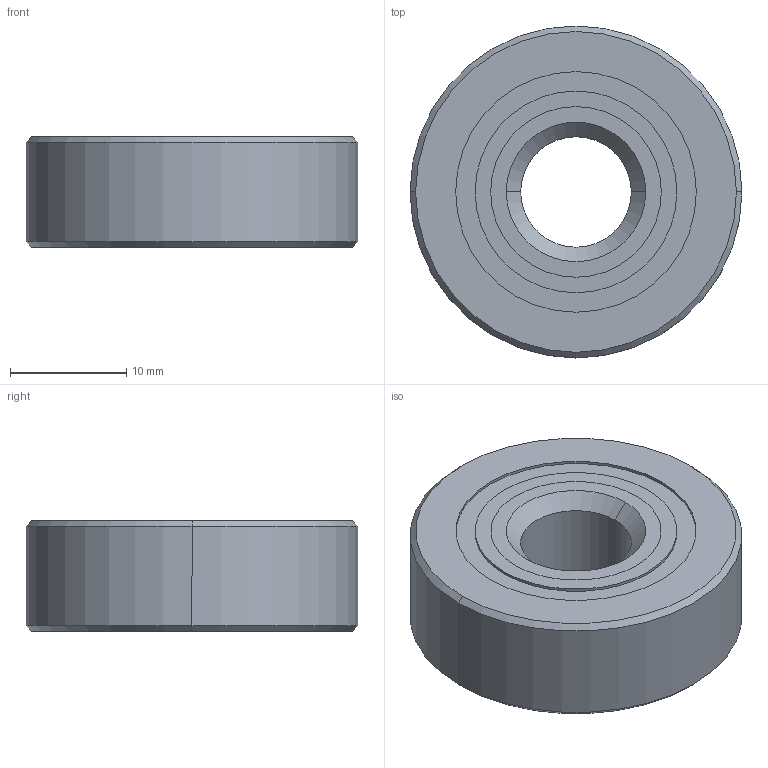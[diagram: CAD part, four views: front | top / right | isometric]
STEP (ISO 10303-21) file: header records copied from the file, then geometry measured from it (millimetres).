
FILE_DESCRIPTION (( 'STEP AP203' ), '1' );
FILE_NAME ('6384K58.step', '2010-07-07T17:00:40', ( 'jim' ), ( '' ), 'SwSTEP 2.0', 'SolidWorks 2007', '' );
FILE_SCHEMA (( 'CONFIG_CONTROL_DESIGN' ));
Length unit declared in the file: inch
Products named in the file (1): 6384K58
Bounding box: 28.57 x 28.57 x 9.53 mm (x, y, z)
Volume: 4941.3 mm3; surface area: 5526.5 mm2
Topology: 17 solids, 17 shells, 77 faces, 190 edges, 124 vertices
Faces by surface type: cylinder 24, sphere 24, cone 12, plane 11, torus 6
Entity records: 1937 total; most frequent: DIRECTION 380, CARTESIAN_POINT 296, ORIENTED_EDGE 260, AXIS2_PLACEMENT_3D 172, EDGE_CURVE 130, CIRCLE 94, EDGE_LOOP 88, VERTEX_POINT 88
